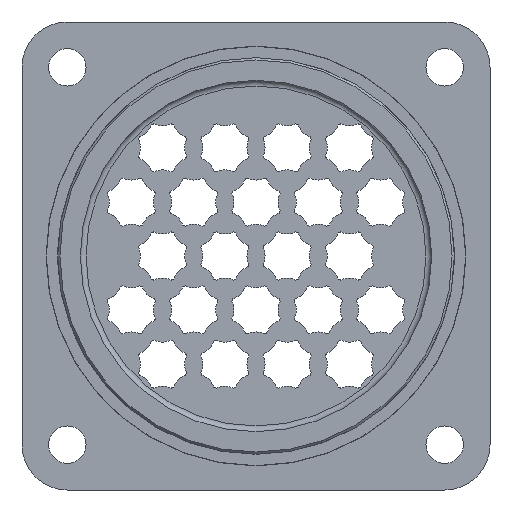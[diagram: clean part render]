
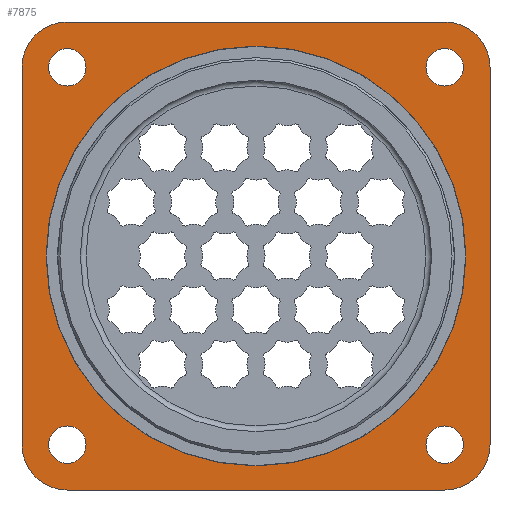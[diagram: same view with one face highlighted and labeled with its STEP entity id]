
A CAD part, left-side view. The second image highlights one B-rep face of the part: STEP entity #7875.
In plain terms, the highlighted planar face has unit normal (-1, 0, 0).
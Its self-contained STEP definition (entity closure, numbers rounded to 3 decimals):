
#564=CIRCLE('',#8876,37.05);
#565=CIRCLE('',#8877,3.3);
#566=CIRCLE('',#8878,3.3);
#567=CIRCLE('',#8879,3.3);
#568=CIRCLE('',#8880,3.3);
#569=CIRCLE('',#8881,8.);
#570=CIRCLE('',#8882,8.);
#571=CIRCLE('',#8883,8.);
#572=CIRCLE('',#8884,8.);
#2303=ORIENTED_EDGE('',*,*,#4515,.T.);
#2304=ORIENTED_EDGE('',*,*,#4516,.T.);
#2305=ORIENTED_EDGE('',*,*,#4517,.T.);
#2306=ORIENTED_EDGE('',*,*,#4518,.T.);
#2307=ORIENTED_EDGE('',*,*,#4519,.T.);
#2308=ORIENTED_EDGE('',*,*,#4520,.F.);
#2309=ORIENTED_EDGE('',*,*,#4521,.F.);
#2310=ORIENTED_EDGE('',*,*,#4522,.F.);
#2311=ORIENTED_EDGE('',*,*,#4523,.F.);
#2312=ORIENTED_EDGE('',*,*,#4524,.F.);
#2313=ORIENTED_EDGE('',*,*,#4525,.F.);
#2314=ORIENTED_EDGE('',*,*,#4526,.F.);
#2315=ORIENTED_EDGE('',*,*,#4527,.F.);
#4515=EDGE_CURVE('',#5555,#5555,#564,.T.);
#4516=EDGE_CURVE('',#5556,#5556,#565,.T.);
#4517=EDGE_CURVE('',#5557,#5557,#566,.T.);
#4518=EDGE_CURVE('',#5558,#5558,#567,.T.);
#4519=EDGE_CURVE('',#5559,#5559,#568,.T.);
#4520=EDGE_CURVE('',#5560,#5561,#6017,.T.);
#4521=EDGE_CURVE('',#5562,#5560,#569,.T.);
#4522=EDGE_CURVE('',#5563,#5562,#6018,.T.);
#4523=EDGE_CURVE('',#5564,#5563,#570,.T.);
#4524=EDGE_CURVE('',#5565,#5564,#6019,.T.);
#4525=EDGE_CURVE('',#5566,#5565,#571,.T.);
#4526=EDGE_CURVE('',#5567,#5566,#6020,.T.);
#4527=EDGE_CURVE('',#5561,#5567,#572,.T.);
#5555=VERTEX_POINT('',#14109);
#5556=VERTEX_POINT('',#14111);
#5557=VERTEX_POINT('',#14113);
#5558=VERTEX_POINT('',#14115);
#5559=VERTEX_POINT('',#14117);
#5560=VERTEX_POINT('',#14119);
#5561=VERTEX_POINT('',#14120);
#5562=VERTEX_POINT('',#14122);
#5563=VERTEX_POINT('',#14124);
#5564=VERTEX_POINT('',#14126);
#5565=VERTEX_POINT('',#14128);
#5566=VERTEX_POINT('',#14130);
#5567=VERTEX_POINT('',#14132);
#6017=LINE('',#14118,#6403);
#6018=LINE('',#14123,#6404);
#6019=LINE('',#14127,#6405);
#6020=LINE('',#14131,#6406);
#6403=VECTOR('',#11190,1000.);
#6404=VECTOR('',#11193,1000.);
#6405=VECTOR('',#11196,1000.);
#6406=VECTOR('',#11199,1000.);
#6678=EDGE_LOOP('',(#2303));
#6679=EDGE_LOOP('',(#2304));
#6680=EDGE_LOOP('',(#2305));
#6681=EDGE_LOOP('',(#2306));
#6682=EDGE_LOOP('',(#2307));
#6683=EDGE_LOOP('',(#2308,#2309,#2310,#2311,#2312,#2313,#2314,#2315));
#7271=FACE_BOUND('',#6678,.T.);
#7272=FACE_BOUND('',#6679,.T.);
#7273=FACE_BOUND('',#6680,.T.);
#7274=FACE_BOUND('',#6681,.T.);
#7275=FACE_BOUND('',#6682,.T.);
#7276=FACE_BOUND('',#6683,.T.);
#7662=PLANE('',#8875);
#7875=ADVANCED_FACE('',(#7271,#7272,#7273,#7274,#7275,#7276),#7662,.T.);
#8875=AXIS2_PLACEMENT_3D('',#14107,#11178,#11179);
#8876=AXIS2_PLACEMENT_3D('',#14108,#11180,#11181);
#8877=AXIS2_PLACEMENT_3D('',#14110,#11182,#11183);
#8878=AXIS2_PLACEMENT_3D('',#14112,#11184,#11185);
#8879=AXIS2_PLACEMENT_3D('',#14114,#11186,#11187);
#8880=AXIS2_PLACEMENT_3D('',#14116,#11188,#11189);
#8881=AXIS2_PLACEMENT_3D('',#14121,#11191,#11192);
#8882=AXIS2_PLACEMENT_3D('',#14125,#11194,#11195);
#8883=AXIS2_PLACEMENT_3D('',#14129,#11197,#11198);
#8884=AXIS2_PLACEMENT_3D('',#14133,#11200,#11201);
#11178=DIRECTION('',(-1.,0.,0.));
#11179=DIRECTION('',(0.,0.,1.));
#11180=DIRECTION('',(1.,0.,0.));
#11181=DIRECTION('',(0.,0.,-1.));
#11182=DIRECTION('',(1.,0.,0.));
#11183=DIRECTION('',(0.,0.,-1.));
#11184=DIRECTION('',(1.,0.,0.));
#11185=DIRECTION('',(0.,0.,-1.));
#11186=DIRECTION('',(1.,0.,0.));
#11187=DIRECTION('',(0.,0.,-1.));
#11188=DIRECTION('',(1.,0.,0.));
#11189=DIRECTION('',(0.,0.,-1.));
#11190=DIRECTION('',(0.,-1.,0.));
#11191=DIRECTION('',(1.,0.,0.));
#11192=DIRECTION('',(0.,0.,-1.));
#11193=DIRECTION('',(0.,0.,1.));
#11194=DIRECTION('',(1.,0.,0.));
#11195=DIRECTION('',(0.,0.,-1.));
#11196=DIRECTION('',(0.,1.,0.));
#11197=DIRECTION('',(1.,0.,0.));
#11198=DIRECTION('',(0.,0.,-1.));
#11199=DIRECTION('',(0.,0.,-1.));
#11200=DIRECTION('',(1.,0.,0.));
#11201=DIRECTION('',(0.,0.,-1.));
#14107=CARTESIAN_POINT('',(0.,39.25,0.));
#14108=CARTESIAN_POINT('',(0.,0.,0.));
#14109=CARTESIAN_POINT('',(0.,0.,-37.05));
#14110=CARTESIAN_POINT('',(0.,33.3,33.3));
#14111=CARTESIAN_POINT('',(0.,33.3,30.));
#14112=CARTESIAN_POINT('',(0.,-33.3,33.3));
#14113=CARTESIAN_POINT('',(0.,-33.3,30.));
#14114=CARTESIAN_POINT('',(0.,-33.3,-33.3));
#14115=CARTESIAN_POINT('',(0.,-33.3,-36.6));
#14116=CARTESIAN_POINT('',(0.,33.3,-33.3));
#14117=CARTESIAN_POINT('',(0.,33.3,-36.6));
#14118=CARTESIAN_POINT('',(0.,33.3,41.3));
#14119=CARTESIAN_POINT('',(0.,33.3,41.3));
#14120=CARTESIAN_POINT('',(0.,-33.3,41.3));
#14121=CARTESIAN_POINT('',(0.,33.3,33.3));
#14122=CARTESIAN_POINT('',(0.,41.3,33.3));
#14123=CARTESIAN_POINT('',(0.,41.3,-33.3));
#14124=CARTESIAN_POINT('',(0.,41.3,-33.3));
#14125=CARTESIAN_POINT('',(0.,33.3,-33.3));
#14126=CARTESIAN_POINT('',(0.,33.3,-41.3));
#14127=CARTESIAN_POINT('',(0.,-33.3,-41.3));
#14128=CARTESIAN_POINT('',(0.,-33.3,-41.3));
#14129=CARTESIAN_POINT('',(0.,-33.3,-33.3));
#14130=CARTESIAN_POINT('',(0.,-41.3,-33.3));
#14131=CARTESIAN_POINT('',(0.,-41.3,33.3));
#14132=CARTESIAN_POINT('',(0.,-41.3,33.3));
#14133=CARTESIAN_POINT('',(0.,-33.3,33.3));
